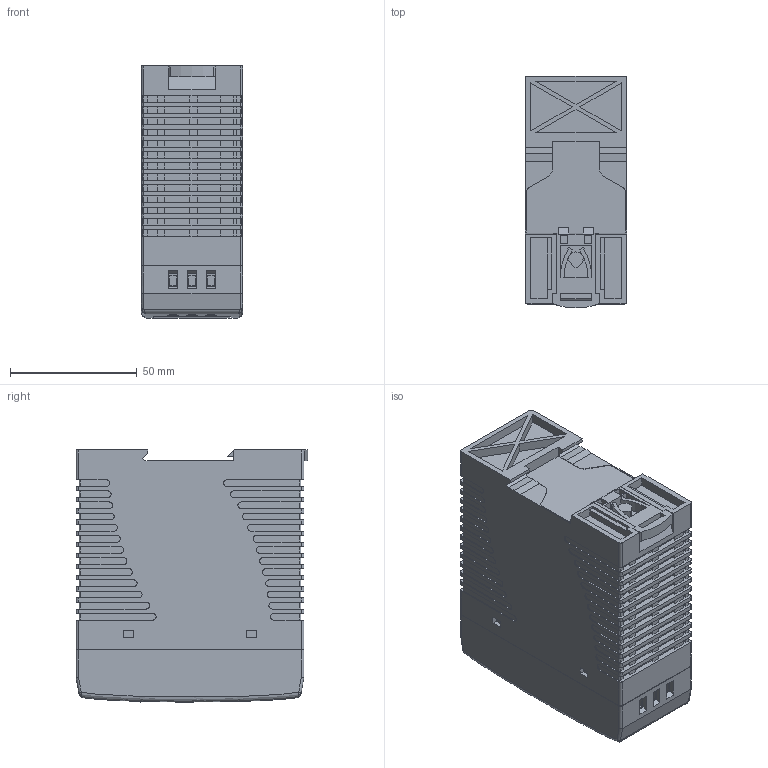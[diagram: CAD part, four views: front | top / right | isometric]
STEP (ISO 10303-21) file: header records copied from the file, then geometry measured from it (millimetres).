
FILE_DESCRIPTION (( 'STEP AP214' ), '1' );
FILE_NAME ('DR-M-40W(60W)-5(12-24).ÃÌ Áëîê ïèòàíèÿ íà äèí ðåéêó.STEP', '2024-05-27T12:28:42', ( '' ), ( '' ), 'SwSTEP 2.0', 'SolidWorks 2021', '' );
FILE_SCHEMA (( 'AUTOMOTIVE_DESIGN' ));
Length unit declared in the file: millimetre
Products named in the file (1): DR-M-40W(60W)-5(12-24).ÃÌ Áëîê ïèòàíèÿ íà äèí ðåéêó
Bounding box: 40 x 91.6 x 99.6 mm (x, y, z)
Volume: 337415.7 mm3; surface area: 52023.4 mm2
Topology: 13 solids, 13 shells, 1266 faces, 3514 edges, 2332 vertices
Faces by surface type: plane 978, cylinder 256, bspline 30, torus 2
Entity records: 43344 total; most frequent: CARTESIAN_POINT 8969, ORIENTED_EDGE 7020, DIRECTION 6372, EDGE_CURVE 3510, VECTOR 2882, LINE 2882, VERTEX_POINT 2332, AXIS2_PLACEMENT_3D 1745
